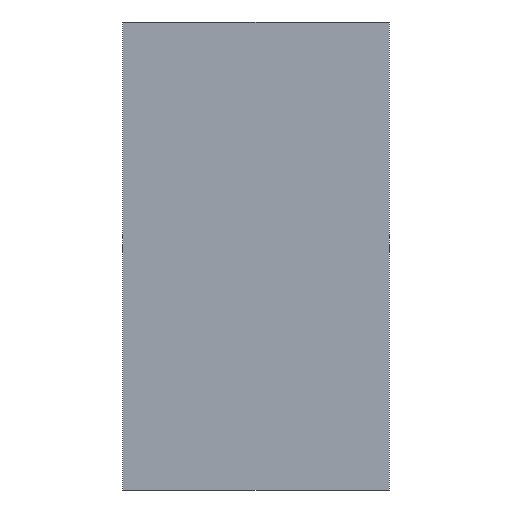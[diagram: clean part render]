
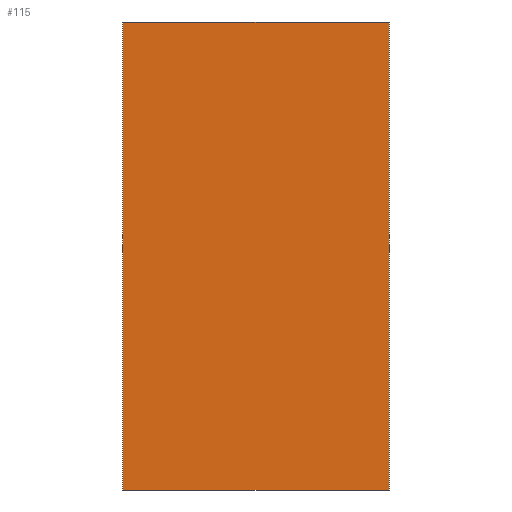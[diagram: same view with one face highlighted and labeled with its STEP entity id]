
A CAD part, front view. The second image highlights one B-rep face of the part: STEP entity #115.
In plain terms, the highlighted planar face has unit normal (0, -1, 0).
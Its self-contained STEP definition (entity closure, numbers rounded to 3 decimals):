
#3 = ORIENTED_EDGE ( 'NONE', *, *, #60, .F. ) ;
#4 = AXIS2_PLACEMENT_3D ( 'NONE', #12, #232, #96 ) ;
#5 = VERTEX_POINT ( 'NONE', #71 ) ;
#12 = CARTESIAN_POINT ( 'NONE',  ( -515., 0., 905. ) ) ;
#16 = LINE ( 'NONE', #81, #227 ) ;
#36 = EDGE_CURVE ( 'NONE', #5, #88, #233, .T. ) ;
#37 = CARTESIAN_POINT ( 'NONE',  ( -515., 0., 0. ) ) ;
#38 = FACE_OUTER_BOUND ( 'NONE', #141, .T. ) ;
#54 = CARTESIAN_POINT ( 'NONE',  ( 0., 0., 0. ) ) ;
#57 = CARTESIAN_POINT ( 'NONE',  ( -515., 0., 905. ) ) ;
#60 = EDGE_CURVE ( 'NONE', #107, #5, #212, .T. ) ;
#70 = EDGE_CURVE ( 'NONE', #156, #88, #163, .T. ) ;
#71 = CARTESIAN_POINT ( 'NONE',  ( 0., 0., 905. ) ) ;
#72 = VECTOR ( 'NONE', #147, 1000. ) ;
#75 = DIRECTION ( 'NONE',  ( 1., 0., 0. ) ) ;
#78 = CARTESIAN_POINT ( 'NONE',  ( 0., 0., 905. ) ) ;
#81 = CARTESIAN_POINT ( 'NONE',  ( -515., 0., 905. ) ) ;
#88 = VERTEX_POINT ( 'NONE', #54 ) ;
#95 = VECTOR ( 'NONE', #75, 1000. ) ;
#96 = DIRECTION ( 'NONE',  ( 0., 0., 1. ) ) ;
#97 = DIRECTION ( 'NONE',  ( 0., 0., -1. ) ) ;
#98 = CARTESIAN_POINT ( 'NONE',  ( -515., 0., 0. ) ) ;
#107 = VERTEX_POINT ( 'NONE', #196 ) ;
#111 = ORIENTED_EDGE ( 'NONE', *, *, #70, .T. ) ;
#115 = ADVANCED_FACE ( 'NONE', ( #38 ), #181, .F. ) ;
#125 = ORIENTED_EDGE ( 'NONE', *, *, #36, .F. ) ;
#141 = EDGE_LOOP ( 'NONE', ( #111, #125, #3, #175 ) ) ;
#147 = DIRECTION ( 'NONE',  ( 1., 0., 0. ) ) ;
#156 = VERTEX_POINT ( 'NONE', #98 ) ;
#163 = LINE ( 'NONE', #37, #95 ) ;
#175 = ORIENTED_EDGE ( 'NONE', *, *, #192, .T. ) ;
#181 = PLANE ( 'NONE',  #4 ) ;
#188 = DIRECTION ( 'NONE',  ( 0., 0., -1. ) ) ;
#192 = EDGE_CURVE ( 'NONE', #107, #156, #16, .T. ) ;
#196 = CARTESIAN_POINT ( 'NONE',  ( -515., 0., 905. ) ) ;
#212 = LINE ( 'NONE', #57, #72 ) ;
#213 = VECTOR ( 'NONE', #97, 1000. ) ;
#227 = VECTOR ( 'NONE', #188, 1000. ) ;
#232 = DIRECTION ( 'NONE',  ( 0., 1., 0. ) ) ;
#233 = LINE ( 'NONE', #78, #213 ) ;
